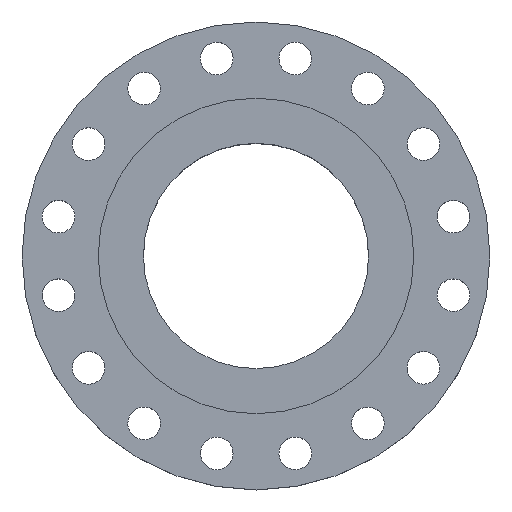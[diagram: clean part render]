
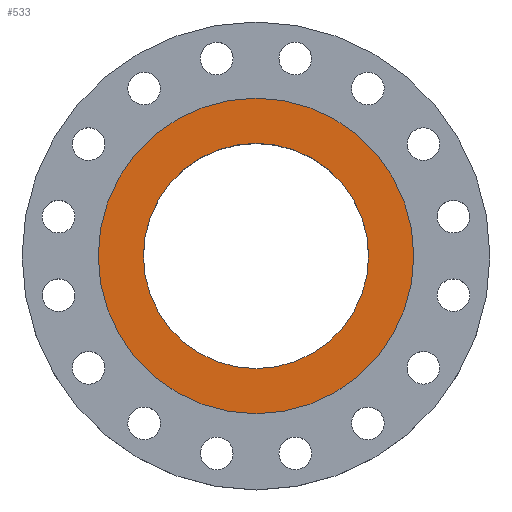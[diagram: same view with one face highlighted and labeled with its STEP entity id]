
A CAD part, top view. The second image highlights one B-rep face of the part: STEP entity #533.
In plain terms, the highlighted planar face has unit normal (0, 0, 1).
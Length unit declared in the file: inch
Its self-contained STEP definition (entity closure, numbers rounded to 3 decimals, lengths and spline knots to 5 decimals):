
#21 = AXIS2_PLACEMENT_3D ( 'NONE', #787, #1309, #128 ) ;
#28 = VERTEX_POINT ( 'NONE', #809 ) ;
#55 = AXIS2_PLACEMENT_3D ( 'NONE', #180, #803, #1189 ) ;
#86 = ORIENTED_EDGE ( 'NONE', *, *, #1169, .T. ) ;
#88 = AXIS2_PLACEMENT_3D ( 'NONE', #1441, #779, #99 ) ;
#99 = DIRECTION ( 'NONE',  ( 1., 0., 0. ) ) ;
#128 = DIRECTION ( 'NONE',  ( 1., 0., 0. ) ) ;
#136 = CIRCLE ( 'NONE', #1207, 7.25 ) ;
#138 = DIRECTION ( 'NONE',  ( 0., 0., 1. ) ) ;
#180 = CARTESIAN_POINT ( 'NONE',  ( 0., 0., 0.25 ) ) ;
#212 = VERTEX_POINT ( 'NONE', #517 ) ;
#262 = DIRECTION ( 'NONE',  ( 0., 0., 1. ) ) ;
#274 = DIRECTION ( 'NONE',  ( 1., 0., 0. ) ) ;
#356 = FACE_BOUND ( 'NONE', #1663, .T. ) ;
#401 = ORIENTED_EDGE ( 'NONE', *, *, #404, .T. ) ;
#404 = EDGE_CURVE ( 'NONE', #992, #567, #1702, .T. ) ;
#517 = CARTESIAN_POINT ( 'NONE',  ( -5.175, 0., 0.25 ) ) ;
#531 = PLANE ( 'NONE',  #88 ) ;
#533 = ADVANCED_FACE ( 'NONE', ( #356, #631 ), #531, .T. ) ;
#567 = VERTEX_POINT ( 'NONE', #827 ) ;
#603 = CIRCLE ( 'NONE', #21, 5.175 ) ;
#631 = FACE_OUTER_BOUND ( 'NONE', #706, .T. ) ;
#666 = EDGE_CURVE ( 'NONE', #28, #212, #603, .T. ) ;
#706 = EDGE_LOOP ( 'NONE', ( #86, #401 ) ) ;
#767 = CARTESIAN_POINT ( 'NONE',  ( 7.25, 0., 0.25 ) ) ;
#779 = DIRECTION ( 'NONE',  ( 0., 0., 1. ) ) ;
#787 = CARTESIAN_POINT ( 'NONE',  ( 0., 0., 0.25 ) ) ;
#803 = DIRECTION ( 'NONE',  ( 0., 0., 1. ) ) ;
#809 = CARTESIAN_POINT ( 'NONE',  ( 5.175, 0., 0.25 ) ) ;
#827 = CARTESIAN_POINT ( 'NONE',  ( -7.25, 0., 0.25 ) ) ;
#913 = CIRCLE ( 'NONE', #1127, 5.175 ) ;
#992 = VERTEX_POINT ( 'NONE', #767 ) ;
#1068 = ORIENTED_EDGE ( 'NONE', *, *, #666, .F. ) ;
#1083 = CARTESIAN_POINT ( 'NONE',  ( 0., 0., 0.25 ) ) ;
#1127 = AXIS2_PLACEMENT_3D ( 'NONE', #1229, #262, #1592 ) ;
#1153 = EDGE_CURVE ( 'NONE', #212, #28, #913, .T. ) ;
#1169 = EDGE_CURVE ( 'NONE', #567, #992, #136, .T. ) ;
#1189 = DIRECTION ( 'NONE',  ( 1., 0., 0. ) ) ;
#1207 = AXIS2_PLACEMENT_3D ( 'NONE', #1083, #138, #274 ) ;
#1229 = CARTESIAN_POINT ( 'NONE',  ( 0., 0., 0.25 ) ) ;
#1309 = DIRECTION ( 'NONE',  ( 0., 0., 1. ) ) ;
#1441 = CARTESIAN_POINT ( 'NONE',  ( 0., 0., 0.25 ) ) ;
#1592 = DIRECTION ( 'NONE',  ( 1., 0., 0. ) ) ;
#1663 = EDGE_LOOP ( 'NONE', ( #1668, #1068 ) ) ;
#1668 = ORIENTED_EDGE ( 'NONE', *, *, #1153, .F. ) ;
#1702 = CIRCLE ( 'NONE', #55, 7.25 ) ;
